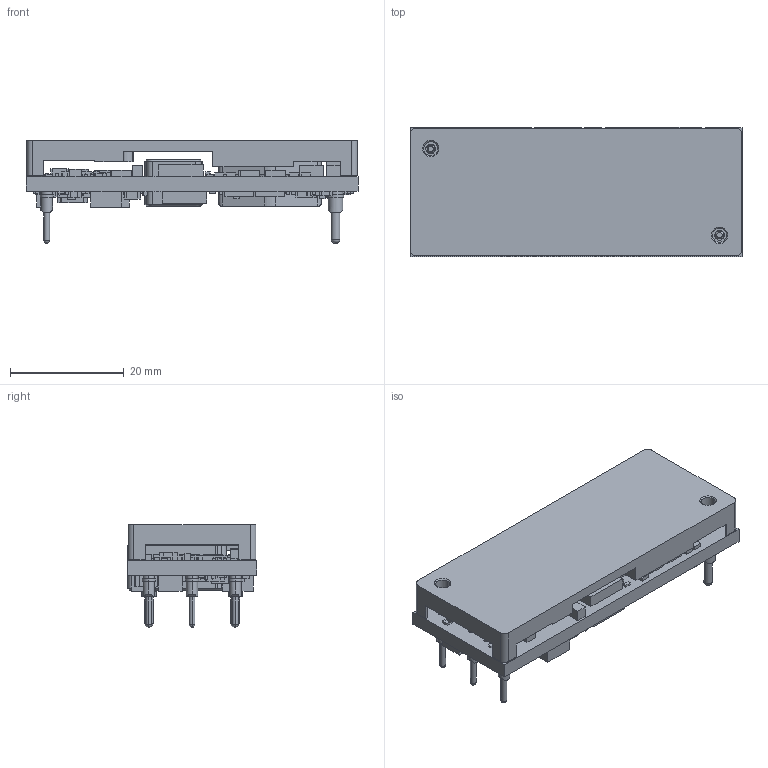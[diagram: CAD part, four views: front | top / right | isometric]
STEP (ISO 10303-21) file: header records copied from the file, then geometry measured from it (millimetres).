
FILE_DESCRIPTION(('Creo Elements/Direct Modeling STEP Export'),'2;1');
FILE_NAME('BMR67401 05-PKB4313DPIHS PKB4213DPIHS.stp','2019-05-07T14:34:22',(''),(''),'Creo Elements/Direct Modeling STEP processor for AP214 (Solid Model)','Creo Elements/Direct Modeling 20.0B 07-Aug-2017 (C) Parametric Technology GmbH','');
FILE_SCHEMA(('AUTOMOTIVE_DESIGN { 1 0 10303 214 1 1 1 1 }'));
Length unit declared in the file: millimetre
Products named in the file (38): SXA215980-Baseplate; SXA2159580_Baseplate; TVA17056; SNF901127.1.1; SNF901126_2.1; Pins; STF89925.2; STF89925.1.1; M300.1.3.2; M300.1.3.1.1; Ferrites; R100; N10; MPT420H1; G7266301; C273; C0805; C3; C213; N100; N304; QFN29; N202; R44; R1206; D201; FIDUCIAL700; T205; SOT323; N6; N301; C226; D260; R260; PARTS; 2_1057-ROA17056_D; BASEPLATE-version; 4_1301-BMR67401
Assembly tree (156 placements, depth 5):
  4_1301-BMR67401
    BASEPLATE-version
      2_1057-ROA17056_D
        PARTS
          C273  x6
          R260  x44
          D260  x11
          C226  x30
          N301  x2
          N6  x4
          SOT323  x3
          R100  x5
          T205  x8
          FIDUCIAL700
          D201
          R1206
          R44
          N202
          QFN29
          N304  x2
          N100
          C213  x9
          C3  x3
          C0805  x2
          G7266301
          MPT420H1
          N10
      Ferrites
        M300.1.3.1.1
        M300.1.3.2
        STF89925.1.1
        STF89925.2
      Pins
        SNF901127.1.1  x3
        SNF901126_2.1  x2
      TVA17056
      SXA2159580_Baseplate
        SXA215980-Baseplate
Bounding box: 58.4 x 22.72 x 18.03 mm (x, y, z)
Volume: 10326.7 mm3; surface area: 11247.2 mm2
Topology: 150 solids, 150 shells, 1439 faces, 3294 edges, 2174 vertices
Faces by surface type: plane 1237, cylinder 154, cone 38, torus 10
Entity records: 18347 total; most frequent: CARTESIAN_POINT 3578, DIRECTION 2884, ORIENTED_EDGE 2686, EDGE_CURVE 1343, VECTOR 1004, LINE 1004, AXIS2_PLACEMENT_3D 940, VERTEX_POINT 877
